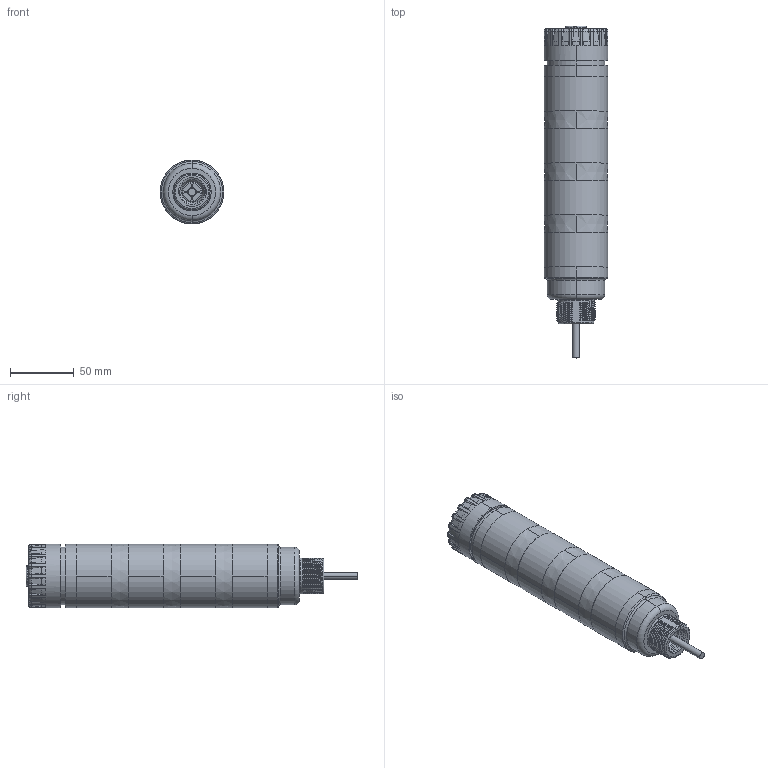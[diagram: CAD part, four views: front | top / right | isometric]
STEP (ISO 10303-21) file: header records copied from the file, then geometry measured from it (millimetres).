
FILE_DESCRIPTION((''),'2;1');
FILE_NAME('145186_SM01_ASM','2025-07-25T12:52:46',('banengservice'),('BANNER ENGINEERING'),'CREO PARAMETRIC BY PTC INC, 2022414','CREO PARAMETRIC BY PTC INC, 2022414','');
FILE_SCHEMA(('CONFIG_CONTROL_DESIGN'));
Length unit declared in the file: millimetre
Products named in the file (3): 145186_EP01; TL50_CABLE_EP01; 145186_SM01_ASM
Assembly tree (2 placements, depth 2):
  145186_SM01_ASM
    145186_EP01
    TL50_CABLE_EP01
Bounding box: 50 x 259.85 x 50 mm (x, y, z)
Volume: 414485 mm3; surface area: 43599.3 mm2
Topology: 2 solids, 2 shells, 744 faces, 1880 edges, 1169 vertices
Faces by surface type: cylinder 294, torus 162, plane 130, bspline 128, cone 30
Entity records: 31145 total; most frequent: CARTESIAN_POINT 13738, ORIENTED_EDGE 3760, DIRECTION 3560, EDGE_CURVE 1880, AXIS2_PLACEMENT_3D 1474, VERTEX_POINT 1169, CIRCLE 853, EDGE_LOOP 781
